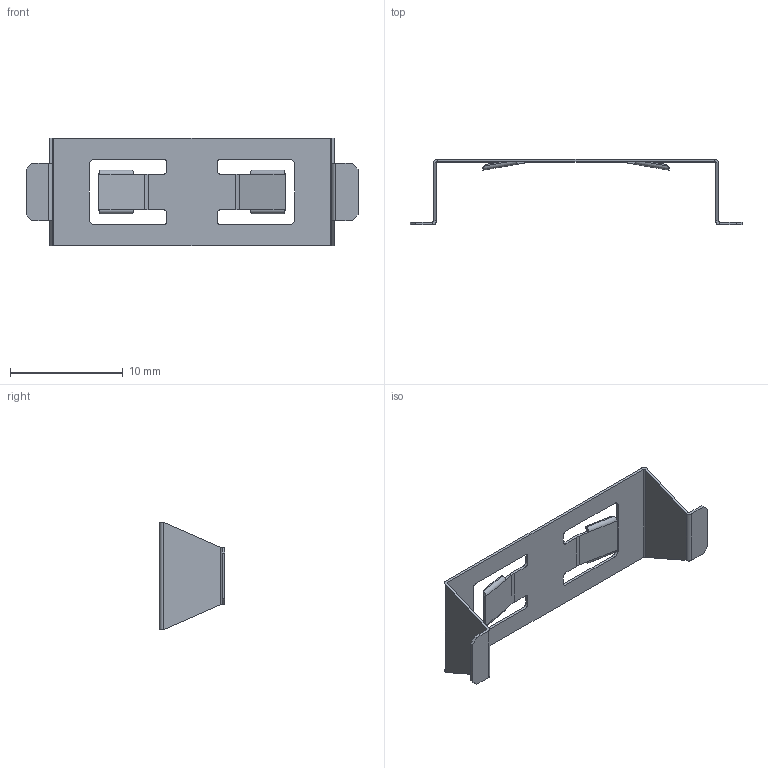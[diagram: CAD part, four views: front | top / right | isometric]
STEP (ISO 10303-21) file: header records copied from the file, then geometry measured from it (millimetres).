
FILE_DESCRIPTION (( 'STEP AP214' ), '1' );
FILE_NAME ('BC-2005.STEP', '2019-10-02T10:23:12', ( '' ), ( '' ), 'SwSTEP 2.0', 'SolidWorks 2017', '' );
FILE_SCHEMA (( 'AUTOMOTIVE_DESIGN' ));
Length unit declared in the file: millimetre
Products named in the file (1): BC-2005
Bounding box: 29.46 x 5.84 x 9.56 mm (x, y, z)
Volume: 76.2 mm3; surface area: 651.2 mm2
Topology: 1 solids, 1 shells, 130 faces, 304 edges, 176 vertices
Faces by surface type: plane 86, cylinder 40, bspline 4
Entity records: 3698 total; most frequent: CARTESIAN_POINT 711, DIRECTION 614, ORIENTED_EDGE 608, EDGE_CURVE 304, LINE 216, VECTOR 216, AXIS2_PLACEMENT_3D 199, VERTEX_POINT 176
